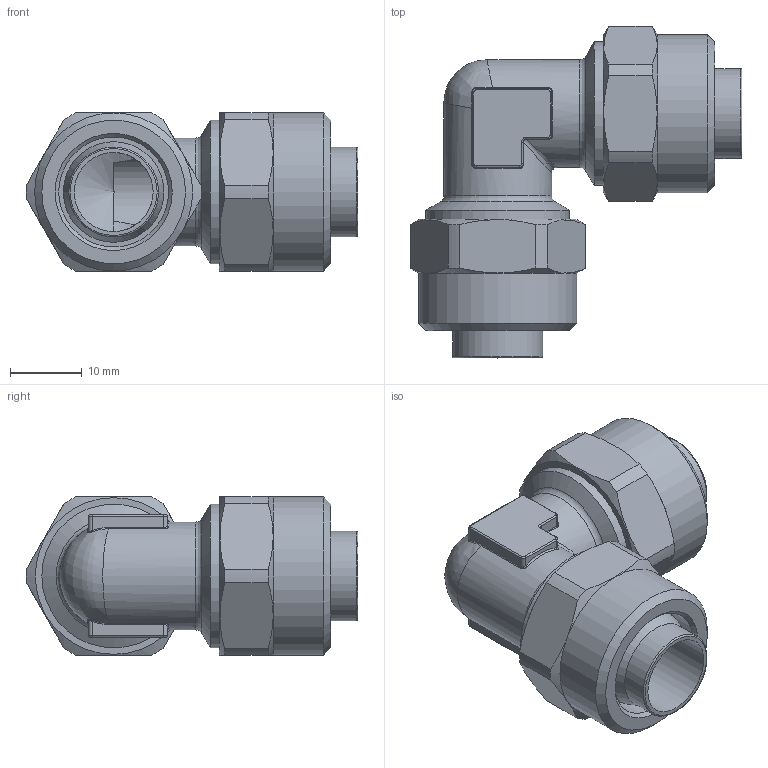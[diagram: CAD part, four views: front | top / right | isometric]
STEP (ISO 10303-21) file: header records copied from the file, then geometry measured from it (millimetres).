
FILE_DESCRIPTION( ( 'STEP AP214' ), '1' );
FILE_NAME( '02080080.stp', '2021-04-19T12:59:38', ( 'License CC BY-ND 4.0' ), ( 'CADENAS' ), ' ', 'PARTsolutions', ' ' );
FILE_SCHEMA( ( 'AUTOMOTIVE_DESIGN { 1 0 10303 214 1 1 1 1 }' ) );
Length unit declared in the file: millimetre
Products named in the file (1): NONE
Bounding box: 46.2 x 46.2 x 22 mm (x, y, z)
Volume: 12336.4 mm3; surface area: 7873.2 mm2
Topology: 1 solids, 1 shells, 161 faces, 382 edges, 228 vertices
Faces by surface type: cylinder 59, plane 36, cone 24, bspline 22, torus 20
Full cylindrical faces by diameter (mm): 11 x2, 12.5 x2, 14 x2, 15 x2, 15.3 x2, 20 x2, 22 x2
Entity records: 6653 total; most frequent: CARTESIAN_POINT 2012, ORIENTED_EDGE 686, DIRECTION 684, EDGE_CURVE 343, AXIS2_PLACEMENT_3D 297, VERTEX_POINT 221, EDGE_LOOP 195, FACE_OUTER_BOUND 177
